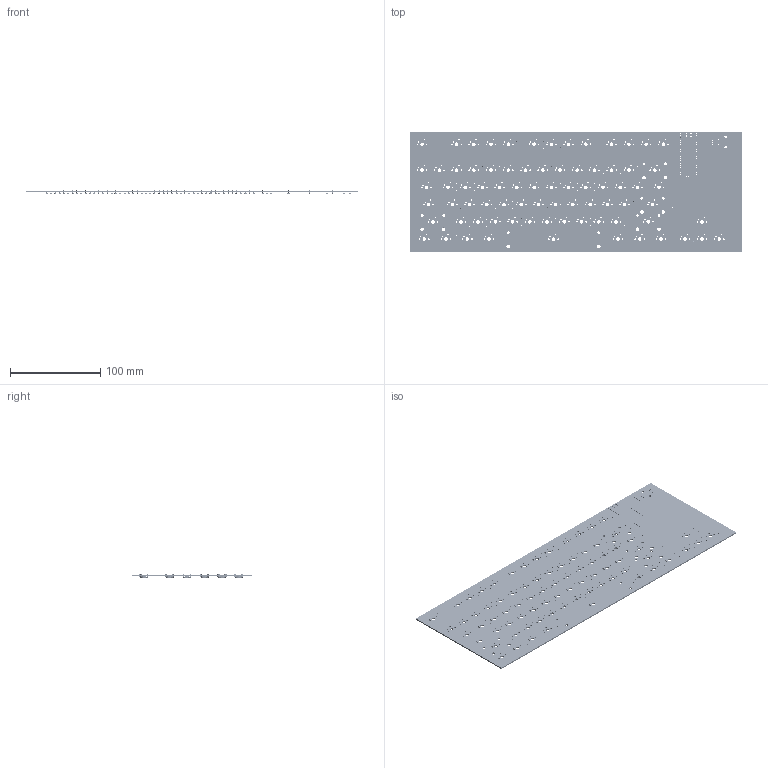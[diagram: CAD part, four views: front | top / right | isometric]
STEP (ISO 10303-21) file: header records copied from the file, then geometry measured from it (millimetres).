
FILE_DESCRIPTION(('KiCad electronic assembly'),'2;1');
FILE_NAME('hackboard.step','2025-06-20T23:27:14',('Pcbnew'),('Kicad'), 'Open CASCADE STEP processor 7.9','KiCad to STEP converter','Unknown' );
FILE_SCHEMA(('AUTOMOTIVE_DESIGN { 1 0 10303 214 1 1 1 1 }'));
Length unit declared in the file: millimetre
Products named in the file (4): hackboard 1; D_DO-35_SOD27_P7.62mm_Horizontal; Pico; hackboard_PCB
Assembly tree (81 placements, depth 2):
  hackboard 1
    D_DO-35_SOD27_P7.62mm_Horizontal  x79
    Pico
    hackboard_PCB
Bounding box: 367.1 x 133.75 x 5.01 mm (x, y, z)
Volume: 72399 mm3; surface area: 105132.9 mm2
Topology: 159 solids, 159 shells, 1896 faces, 3786 edges, 2366 vertices
Faces by surface type: cylinder 1100, plane 480, torus 316
Full cylindrical faces by diameter (mm): 0.5 x237, 0.8 x158, 1 x9, 1.02 x43, 1.5 x158, 1.7 x156, 1.8 x2, 2 x158, 2.02 x79, 2.6 x2, 3.05 x10, 4 x88
Entity records: 25733 total; most frequent: DIRECTION 4644, CARTESIAN_POINT 3918, ORIENTED_EDGE 3828, AXIS2_PLACEMENT_3D 2000, EDGE_CURVE 1914, FACE_BOUND 1902, EDGE_LOOP 1902, VERTEX_POINT 1274
